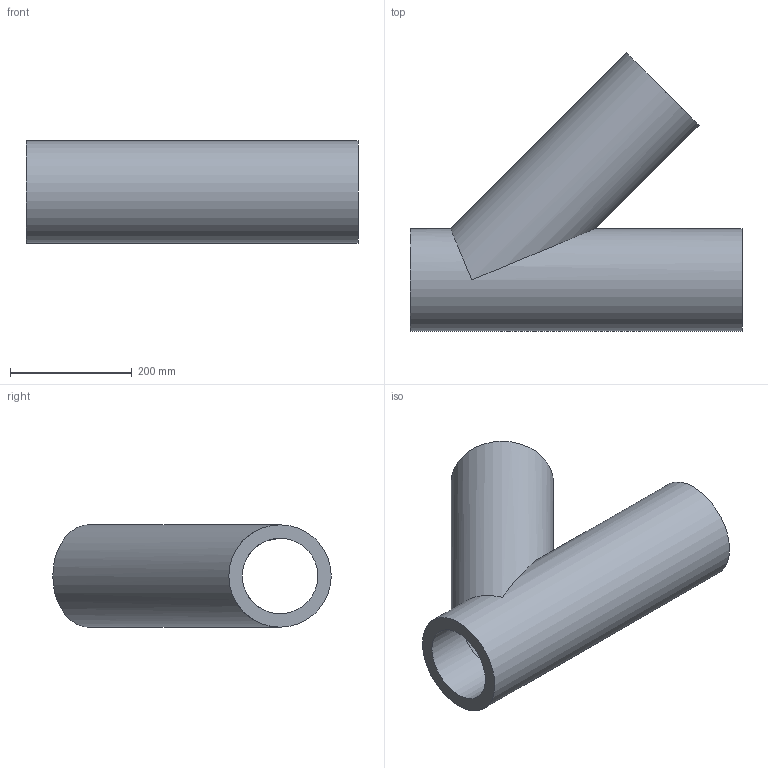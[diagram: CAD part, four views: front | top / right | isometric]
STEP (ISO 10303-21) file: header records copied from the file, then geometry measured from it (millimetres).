
FILE_DESCRIPTION(/* description */ (''),/* implementation_level */ '2;1');
FILE_NAME(/* name */ 'LAT-S6-SCH160-45.stp',/* time_stamp */ '2023-11-21T17:40:09-05:00',/* author */ ('Admin'),/* organization */ (''),/* preprocessor_version */ 'ST-DEVELOPER v19',/* originating_system */ 'Autodesk Inventor 2023',/* authorisation */ '');
FILE_SCHEMA (('AUTOMOTIVE_DESIGN { 1 0 10303 214 3 1 1 }'));
Length unit declared in the file: inch
Products named in the file (1): LAT-S6-SCH160-45
Bounding box: 546.1 x 457.94 x 168.28 mm (x, y, z)
Volume: 8654663.3 mm3; surface area: 817187.3 mm2
Topology: 1 solids, 1 shells, 7 faces, 18 edges, 13 vertices
Faces by surface type: cylinder 4, plane 3
Full cylindrical faces by diameter (mm): 124.384 x2, 168.275 x2
Entity records: 282 total; most frequent: DIRECTION 47, CARTESIAN_POINT 39, ORIENTED_EDGE 36, AXIS2_PLACEMENT_3D 21, EDGE_CURVE 18, VERTEX_POINT 13, EDGE_LOOP 11, FACE_OUTER_BOUND 7
